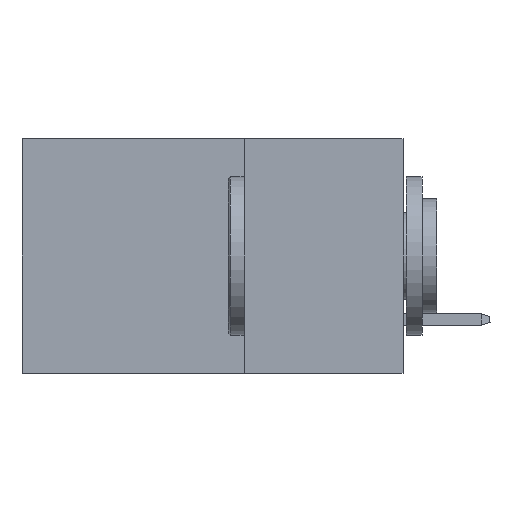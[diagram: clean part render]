
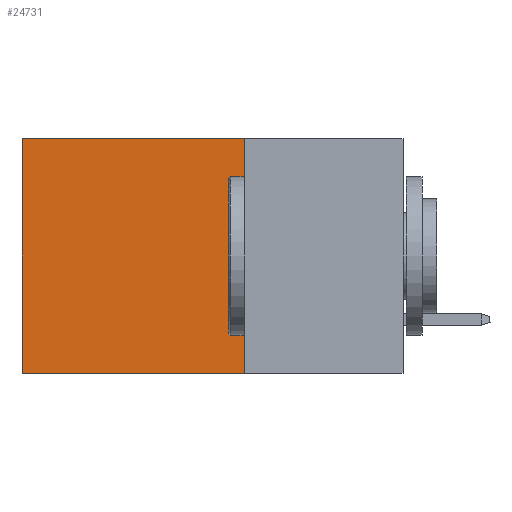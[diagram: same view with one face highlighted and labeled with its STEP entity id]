
A CAD part, left-side view. The second image highlights one B-rep face of the part: STEP entity #24731.
In plain terms, the highlighted planar face has unit normal (-1, 0, 0).
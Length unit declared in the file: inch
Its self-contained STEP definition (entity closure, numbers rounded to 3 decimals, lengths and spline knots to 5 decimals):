
#61 = LINE ( 'NONE', #15876, #23256 ) ;
#493 = VECTOR ( 'NONE', #29318, 39.37008 ) ;
#585 = FACE_OUTER_BOUND ( 'NONE', #3161, .T. ) ;
#756 = DIRECTION ( 'NONE',  ( 0., 0., -1. ) ) ;
#2394 = DIRECTION ( 'NONE',  ( 0., 1., 0. ) ) ;
#2551 = DIRECTION ( 'NONE',  ( 0., 0., -1. ) ) ;
#3161 = EDGE_LOOP ( 'NONE', ( #7988, #22737, #11139, #19991 ) ) ;
#3490 = CARTESIAN_POINT ( 'NONE',  ( 0.2875, 0.25, -0.37 ) ) ;
#4939 = CARTESIAN_POINT ( 'NONE',  ( 0.2875, 0.6, 0. ) ) ;
#5336 = DIRECTION ( 'NONE',  ( 0., 0., -1. ) ) ;
#5767 = VERTEX_POINT ( 'NONE', #9351 ) ;
#5855 = CARTESIAN_POINT ( 'NONE',  ( 0.2875, 0.25, -0.37 ) ) ;
#7195 = VECTOR ( 'NONE', #2551, 39.37008 ) ;
#7988 = ORIENTED_EDGE ( 'NONE', *, *, #8428, .T. ) ;
#8428 = EDGE_CURVE ( 'NONE', #12309, #5767, #31447, .T. ) ;
#9351 = CARTESIAN_POINT ( 'NONE',  ( 0.2875, 0.6, -0.37 ) ) ;
#9358 = VERTEX_POINT ( 'NONE', #13207 ) ;
#10839 = CARTESIAN_POINT ( 'NONE',  ( 0.2875, 0.6, 0. ) ) ;
#11139 = ORIENTED_EDGE ( 'NONE', *, *, #14552, .F. ) ;
#11460 = DIRECTION ( 'NONE',  ( 1., 0., 0. ) ) ;
#12309 = VERTEX_POINT ( 'NONE', #10839 ) ;
#13207 = CARTESIAN_POINT ( 'NONE',  ( 0.2875, 0.25, 0. ) ) ;
#13640 = EDGE_CURVE ( 'NONE', #9358, #12309, #17694, .T. ) ;
#13683 = PLANE ( 'NONE',  #31681 ) ;
#14552 = EDGE_CURVE ( 'NONE', #9358, #14646, #61, .T. ) ;
#14646 = VERTEX_POINT ( 'NONE', #5855 ) ;
#15876 = CARTESIAN_POINT ( 'NONE',  ( 0.2875, 0.25, 0. ) ) ;
#17625 = EDGE_CURVE ( 'NONE', #14646, #5767, #19614, .T. ) ;
#17694 = LINE ( 'NONE', #28060, #26544 ) ;
#19614 = LINE ( 'NONE', #3490, #493 ) ;
#19991 = ORIENTED_EDGE ( 'NONE', *, *, #13640, .T. ) ;
#21827 = CARTESIAN_POINT ( 'NONE',  ( 0.2875, 0.25, 0. ) ) ;
#22737 = ORIENTED_EDGE ( 'NONE', *, *, #17625, .F. ) ;
#23256 = VECTOR ( 'NONE', #5336, 39.37008 ) ;
#24731 = ADVANCED_FACE ( 'NONE', ( #585 ), #13683, .F. ) ;
#26544 = VECTOR ( 'NONE', #2394, 39.37008 ) ;
#28060 = CARTESIAN_POINT ( 'NONE',  ( 0.2875, 0.25, 0. ) ) ;
#29318 = DIRECTION ( 'NONE',  ( 0., 1., 0. ) ) ;
#31447 = LINE ( 'NONE', #4939, #7195 ) ;
#31681 = AXIS2_PLACEMENT_3D ( 'NONE', #21827, #11460, #756 ) ;
